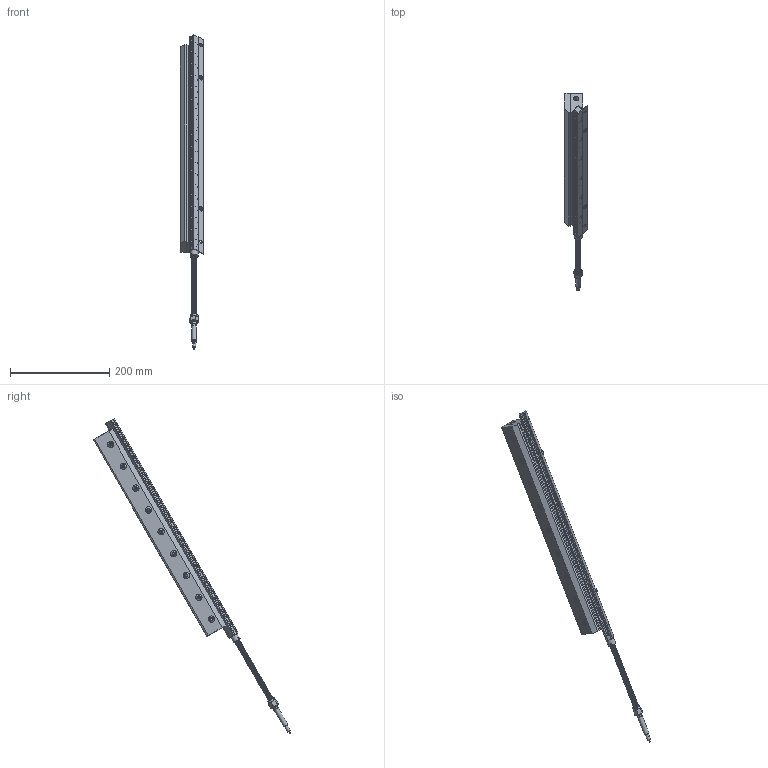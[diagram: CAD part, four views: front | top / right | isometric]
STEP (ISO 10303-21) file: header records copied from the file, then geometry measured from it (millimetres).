
FILE_DESCRIPTION(/* description */ (''),/* implementation_level */ '2;1');
FILE_NAME(/* name */ '112018-DIM.stp',/* time_stamp */ '2017-03-29T13:25:03-04:00',/* author */ ('ryan longshore'),/* organization */ (''),/* preprocessor_version */ 'ST-DEVELOPER v16.5',/* originating_system */ 'Autodesk Inventor 2017',/* authorisation */ '');
FILE_SCHEMA (('AUTOMOTIVE_DESIGN { 1 0 10303 214 3 1 1 }'));
Length unit declared in the file: inch
Products named in the file (24): 112018-DIM; 7525; 110018-DIM; 110018-B-DIM; 110018-C-DIM; Unbrako - 1/4 x 3/4; Unbrako - 1/4 x 3/8; 8018-DIM; 901829; 901574; 901437; 901592; 901565; 901515; 901587; 901724-DIM; 901806-DIM; 901576-DIM; 901576 without spring-DIM; 901577; 901625; 901770; Unbrako - 1/4 x 1/2; Unbrako - 10 x 1/4
Assembly tree (51 placements, depth 4):
  112018-DIM
    7525  x2
    110018-DIM
      110018-B-DIM
      110018-C-DIM
      Unbrako - 1/4 x 3/4
      Unbrako - 1/4 x 3/8  x8
    8018-DIM
      901829
      901574
      901437
      901592
      901565
      901515
      901587
      901724-DIM
      901576-DIM  x18
        901576 without spring-DIM
        901577
      901806-DIM
      901625  x2
      901770
    Unbrako - 1/4 x 1/2  x2
    Unbrako - 10 x 1/4  x2
Bounding box: 46.72 x 397.21 x 633.84 mm (x, y, z)
Volume: 713185.2 mm3; surface area: 240063.1 mm2
Topology: 62 solids, 62 shells, 922 faces, 2013 edges, 1279 vertices
Faces by surface type: plane 482, cylinder 298, cone 106, torus 30, bspline 6
Full cylindrical faces by diameter (mm): 0.508 x1, 0.635 x36, 1.984 x2, 2.54 x1, 2.667 x18, 2.845 x1, 3.454 x1, 3.485 x1, 3.937 x18, 4.089 x2, 4.826 x2, 4.978 x1, 5.055 x1, 5.159 x11, 5.715 x37, 6.35 x12, 6.604 x1, 6.731 x1, 6.747 x2, 7.144 x11, 8.128 x2, 9.144 x1, 9.169 x2, 9.423 x1, 9.525 x3, 10.414 x2, 11.1 x11, 11.112 x5, 12.7 x9, 13.462 x1
Entity records: 25484 total; most frequent: CARTESIAN_POINT 17641, DIRECTION 1594, ORIENTED_EDGE 1200, AXIS2_PLACEMENT_3D 660, EDGE_CURVE 600, EDGE_LOOP 564, VERTEX_POINT 462, FACE_OUTER_BOUND 335
